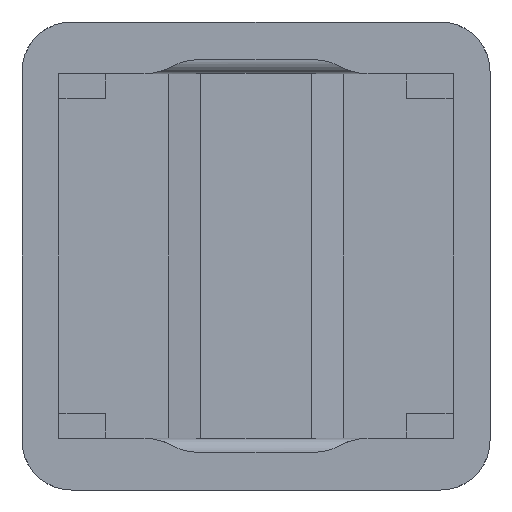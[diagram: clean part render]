
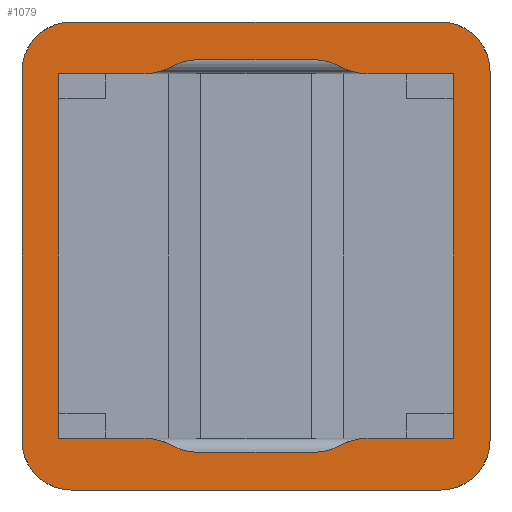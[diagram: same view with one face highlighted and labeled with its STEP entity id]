
A CAD part, front view. The second image highlights one B-rep face of the part: STEP entity #1079.
In plain terms, the highlighted planar face has unit normal (0, -1, 0).
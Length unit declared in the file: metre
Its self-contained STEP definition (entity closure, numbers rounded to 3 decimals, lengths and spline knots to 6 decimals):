
#12=CIRCLE('',#1112,0.002);
#13=CIRCLE('',#1115,0.002);
#14=CIRCLE('',#1130,0.002);
#15=CIRCLE('',#1133,0.002);
#17=CIRCLE('',#1138,0.00175);
#18=CIRCLE('',#1142,0.002);
#20=CIRCLE('',#1145,0.00175);
#21=CIRCLE('',#1149,0.002);
#23=CIRCLE('',#1154,0.00175);
#24=CIRCLE('',#1158,0.002);
#26=CIRCLE('',#1162,0.00175);
#27=CIRCLE('',#1166,0.002);
#272=ORIENTED_EDGE('',*,*,#401,.F.);
#273=ORIENTED_EDGE('',*,*,#444,.T.);
#274=ORIENTED_EDGE('',*,*,#370,.T.);
#275=ORIENTED_EDGE('',*,*,#465,.T.);
#276=ORIENTED_EDGE('',*,*,#501,.T.);
#277=ORIENTED_EDGE('',*,*,#510,.F.);
#278=ORIENTED_EDGE('',*,*,#509,.F.);
#279=ORIENTED_EDGE('',*,*,#470,.F.);
#280=ORIENTED_EDGE('',*,*,#421,.F.);
#281=ORIENTED_EDGE('',*,*,#452,.F.);
#282=ORIENTED_EDGE('',*,*,#411,.T.);
#283=ORIENTED_EDGE('',*,*,#388,.T.);
#284=ORIENTED_EDGE('',*,*,#491,.T.);
#285=ORIENTED_EDGE('',*,*,#494,.T.);
#286=ORIENTED_EDGE('',*,*,#485,.F.);
#287=ORIENTED_EDGE('',*,*,#394,.F.);
#288=ORIENTED_EDGE('',*,*,#503,.T.);
#289=ORIENTED_EDGE('',*,*,#481,.F.);
#290=ORIENTED_EDGE('',*,*,#493,.F.);
#291=ORIENTED_EDGE('',*,*,#487,.T.);
#292=ORIENTED_EDGE('',*,*,#473,.F.);
#293=ORIENTED_EDGE('',*,*,#505,.F.);
#294=ORIENTED_EDGE('',*,*,#478,.T.);
#295=ORIENTED_EDGE('',*,*,#497,.T.);
#370=EDGE_CURVE('',#527,#526,#628,.T.);
#388=EDGE_CURVE('',#544,#543,#12,.T.);
#394=EDGE_CURVE('',#547,#548,#13,.T.);
#401=EDGE_CURVE('',#553,#547,#649,.T.);
#411=EDGE_CURVE('',#562,#544,#659,.T.);
#421=EDGE_CURVE('',#570,#566,#669,.T.);
#444=EDGE_CURVE('',#553,#527,#692,.T.);
#452=EDGE_CURVE('',#562,#570,#700,.T.);
#465=EDGE_CURVE('',#526,#597,#14,.T.);
#470=EDGE_CURVE('',#566,#600,#15,.T.);
#473=EDGE_CURVE('',#603,#604,#717,.T.);
#478=EDGE_CURVE('',#606,#608,#722,.T.);
#481=EDGE_CURVE('',#611,#612,#17,.T.);
#485=EDGE_CURVE('',#548,#613,#18,.T.);
#487=EDGE_CURVE('',#615,#604,#20,.T.);
#491=EDGE_CURVE('',#543,#616,#21,.T.);
#493=EDGE_CURVE('',#615,#611,#731,.T.);
#494=EDGE_CURVE('',#616,#613,#732,.T.);
#497=EDGE_CURVE('',#608,#618,#23,.T.);
#501=EDGE_CURVE('',#597,#620,#24,.T.);
#503=EDGE_CURVE('',#618,#612,#737,.T.);
#505=EDGE_CURVE('',#606,#603,#26,.T.);
#509=EDGE_CURVE('',#600,#622,#27,.T.);
#510=EDGE_CURVE('',#622,#620,#740,.T.);
#526=VERTEX_POINT('',#1472);
#527=VERTEX_POINT('',#1474);
#543=VERTEX_POINT('',#1527);
#544=VERTEX_POINT('',#1529);
#547=VERTEX_POINT('',#1539);
#548=VERTEX_POINT('',#1541);
#553=VERTEX_POINT('',#1553);
#562=VERTEX_POINT('',#1575);
#566=VERTEX_POINT('',#1585);
#570=VERTEX_POINT('',#1593);
#597=VERTEX_POINT('',#1677);
#600=VERTEX_POINT('',#1686);
#603=VERTEX_POINT('',#1697);
#604=VERTEX_POINT('',#1699);
#606=VERTEX_POINT('',#1704);
#608=VERTEX_POINT('',#1708);
#611=VERTEX_POINT('',#1715);
#612=VERTEX_POINT('',#1717);
#613=VERTEX_POINT('',#1724);
#615=VERTEX_POINT('',#1730);
#616=VERTEX_POINT('',#1737);
#618=VERTEX_POINT('',#1748);
#620=VERTEX_POINT('',#1760);
#622=VERTEX_POINT('',#1774);
#628=LINE('',#1473,#754);
#649=LINE('',#1554,#775);
#659=LINE('',#1574,#785);
#669=LINE('',#1594,#795);
#692=LINE('',#1639,#818);
#700=LINE('',#1652,#826);
#717=LINE('',#1698,#843);
#722=LINE('',#1709,#848);
#731=LINE('',#1741,#857);
#732=LINE('',#1743,#858);
#737=LINE('',#1764,#863);
#740=LINE('',#1781,#866);
#754=VECTOR('',#1190,1.);
#775=VECTOR('',#1229,1.);
#785=VECTOR('',#1243,1.);
#795=VECTOR('',#1255,1.);
#818=VECTOR('',#1288,1.);
#826=VECTOR('',#1298,1.);
#843=VECTOR('',#1333,1.);
#848=VECTOR('',#1340,1.);
#857=VECTOR('',#1379,1.);
#858=VECTOR('',#1382,1.);
#863=VECTOR('',#1403,1.);
#866=VECTOR('',#1422,1.);
#920=EDGE_LOOP('',(#272,#273,#274,#275,#276,#277,#278,#279,#280,#281,#282,
#283,#284,#285,#286,#287));
#921=EDGE_LOOP('',(#288,#289,#290,#291,#292,#293,#294,#295));
#978=FACE_BOUND('',#920,.T.);
#979=FACE_BOUND('',#921,.T.);
#1023=PLANE('',#1167);
#1079=ADVANCED_FACE('',(#978,#979),#1023,.F.);
#1112=AXIS2_PLACEMENT_3D('',#1528,#1208,#1209);
#1115=AXIS2_PLACEMENT_3D('',#1540,#1219,#1220);
#1130=AXIS2_PLACEMENT_3D('',#1678,#1318,#1319);
#1133=AXIS2_PLACEMENT_3D('',#1691,#1327,#1328);
#1138=AXIS2_PLACEMENT_3D('',#1716,#1346,#1347);
#1142=AXIS2_PLACEMENT_3D('',#1725,#1357,#1358);
#1145=AXIS2_PLACEMENT_3D('',#1729,#1363,#1364);
#1149=AXIS2_PLACEMENT_3D('',#1738,#1374,#1375);
#1154=AXIS2_PLACEMENT_3D('',#1749,#1388,#1389);
#1158=AXIS2_PLACEMENT_3D('',#1761,#1398,#1399);
#1162=AXIS2_PLACEMENT_3D('',#1767,#1408,#1409);
#1166=AXIS2_PLACEMENT_3D('',#1779,#1418,#1419);
#1167=AXIS2_PLACEMENT_3D('',#1780,#1420,#1421);
#1190=DIRECTION('',(-1.,0.,0.));
#1208=DIRECTION('',(0.,-1.,0.));
#1209=DIRECTION('',(1.,0.,0.));
#1219=DIRECTION('',(0.,1.,0.));
#1220=DIRECTION('',(-1.,0.,0.));
#1229=DIRECTION('',(-1.,0.,0.));
#1243=DIRECTION('',(1.,0.,0.));
#1255=DIRECTION('',(1.,0.,0.));
#1288=DIRECTION('',(0.,0.,-1.));
#1298=DIRECTION('',(0.,0.,-1.));
#1318=DIRECTION('',(0.,-1.,0.));
#1319=DIRECTION('',(-1.,0.,0.));
#1327=DIRECTION('',(0.,1.,0.));
#1328=DIRECTION('',(1.,0.,0.));
#1333=DIRECTION('',(0.,0.,1.));
#1340=DIRECTION('',(1.,0.,0.));
#1346=DIRECTION('',(0.,1.,0.));
#1347=DIRECTION('',(-1.,0.,0.));
#1357=DIRECTION('',(0.,-1.,0.));
#1358=DIRECTION('',(-1.,0.,0.));
#1363=DIRECTION('',(0.,-1.,0.));
#1364=DIRECTION('',(1.,0.,0.));
#1374=DIRECTION('',(0.,1.,0.));
#1375=DIRECTION('',(1.,0.,0.));
#1379=DIRECTION('',(1.,0.,0.));
#1382=DIRECTION('',(1.,0.,0.));
#1388=DIRECTION('',(0.,-1.,0.));
#1389=DIRECTION('',(-1.,0.,0.));
#1398=DIRECTION('',(0.,1.,0.));
#1399=DIRECTION('',(-1.,0.,0.));
#1403=DIRECTION('',(0.,0.,1.));
#1408=DIRECTION('',(0.,1.,0.));
#1409=DIRECTION('',(1.,0.,0.));
#1418=DIRECTION('',(0.,-1.,0.));
#1419=DIRECTION('',(1.,0.,0.));
#1420=DIRECTION('',(0.,1.,0.));
#1421=DIRECTION('',(1.,0.,0.));
#1422=DIRECTION('',(1.,0.,0.));
#1472=CARTESIAN_POINT('',(0.00395,0.,-0.006425));
#1473=CARTESIAN_POINT('',(-0.004125,0.,-0.006425));
#1474=CARTESIAN_POINT('',(0.00695,0.,-0.006425));
#1527=CARTESIAN_POINT('',(-0.002982,0.,0.006675));
#1528=CARTESIAN_POINT('',(-0.00395,0.,0.008425));
#1529=CARTESIAN_POINT('',(-0.00395,0.,0.006425));
#1539=CARTESIAN_POINT('',(0.00395,0.,0.006425));
#1540=CARTESIAN_POINT('',(0.00395,0.,0.008425));
#1541=CARTESIAN_POINT('',(0.002982,0.,0.006675));
#1553=CARTESIAN_POINT('',(0.00695,0.,0.006425));
#1554=CARTESIAN_POINT('',(-0.00545,0.,0.006425));
#1574=CARTESIAN_POINT('',(-0.00545,0.,0.006425));
#1575=CARTESIAN_POINT('',(-0.00695,0.,0.006425));
#1585=CARTESIAN_POINT('',(-0.00395,0.,-0.006425));
#1593=CARTESIAN_POINT('',(-0.00695,0.,-0.006425));
#1594=CARTESIAN_POINT('',(-0.00545,0.,-0.006425));
#1639=CARTESIAN_POINT('',(0.00695,0.,-0.003213));
#1652=CARTESIAN_POINT('',(-0.00695,0.,-0.003213));
#1677=CARTESIAN_POINT('',(0.002982,0.,-0.006675));
#1678=CARTESIAN_POINT('',(0.00395,0.,-0.008425));
#1686=CARTESIAN_POINT('',(-0.002982,0.,-0.006675));
#1691=CARTESIAN_POINT('',(-0.00395,0.,-0.008425));
#1697=CARTESIAN_POINT('',(-0.00825,0.,-0.0065));
#1698=CARTESIAN_POINT('',(-0.00825,0.,-0.004125));
#1699=CARTESIAN_POINT('',(-0.00825,0.,0.0065));
#1704=CARTESIAN_POINT('',(-0.0065,0.,-0.00825));
#1708=CARTESIAN_POINT('',(0.0065,0.,-0.00825));
#1709=CARTESIAN_POINT('',(-0.004125,0.,-0.00825));
#1715=CARTESIAN_POINT('',(0.0065,0.,0.00825));
#1716=CARTESIAN_POINT('',(0.0065,0.,0.0065));
#1717=CARTESIAN_POINT('',(0.00825,0.,0.0065));
#1724=CARTESIAN_POINT('',(0.002014,0.,0.006925));
#1725=CARTESIAN_POINT('',(0.002014,0.,0.004925));
#1729=CARTESIAN_POINT('',(-0.0065,0.,0.0065));
#1730=CARTESIAN_POINT('',(-0.0065,0.,0.00825));
#1737=CARTESIAN_POINT('',(-0.002014,0.,0.006925));
#1738=CARTESIAN_POINT('',(-0.002014,0.,0.004925));
#1741=CARTESIAN_POINT('',(-0.004125,0.,0.00825));
#1743=CARTESIAN_POINT('',(-0.001007,0.,0.006925));
#1748=CARTESIAN_POINT('',(0.00825,0.,-0.0065));
#1749=CARTESIAN_POINT('',(0.0065,0.,-0.0065));
#1760=CARTESIAN_POINT('',(0.002014,0.,-0.006925));
#1761=CARTESIAN_POINT('',(0.002014,0.,-0.004925));
#1764=CARTESIAN_POINT('',(0.00825,0.,-0.004125));
#1767=CARTESIAN_POINT('',(-0.0065,0.,-0.0065));
#1774=CARTESIAN_POINT('',(-0.002014,0.,-0.006925));
#1779=CARTESIAN_POINT('',(-0.002014,0.,-0.004925));
#1780=CARTESIAN_POINT('',(-0.004125,0.,-0.004125));
#1781=CARTESIAN_POINT('',(-0.001007,0.,-0.006925));
